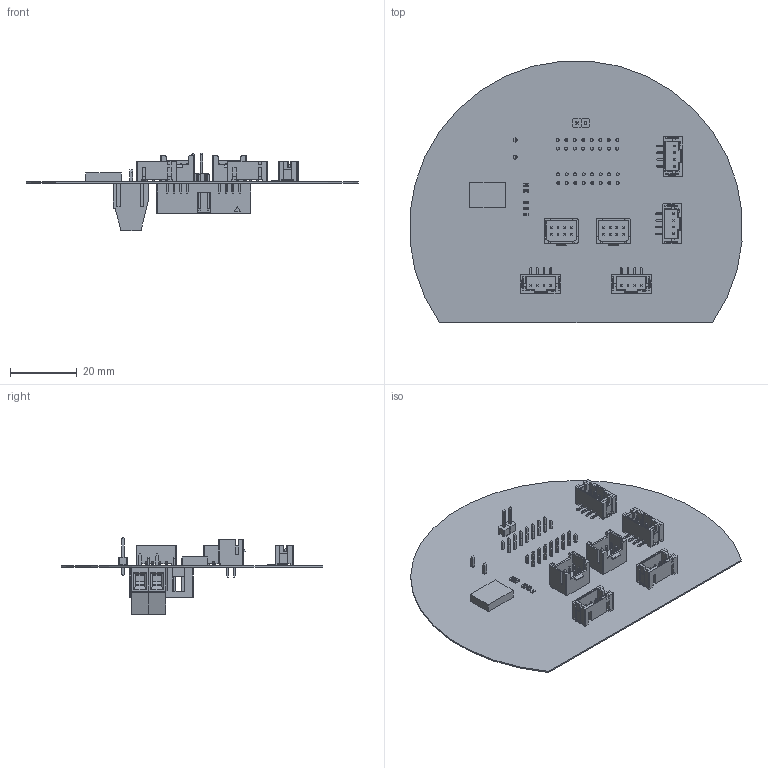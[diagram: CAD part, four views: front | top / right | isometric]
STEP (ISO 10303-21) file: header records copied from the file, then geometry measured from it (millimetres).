
FILE_DESCRIPTION(('Open CASCADE Model'),'2;1');
FILE_NAME('Open CASCADE Shape Model','2021-04-27T14:51:09',('Author'),( 'Open CASCADE'),'Open CASCADE STEP processor 6.8','Open CASCADE 6.8' ,'Unknown');
FILE_SCHEMA(('AUTOMOTIVE_DESIGN { 1 0 10303 214 1 1 1 1 }'));
Length unit declared in the file: millimetre
Products named in the file (43): PCB; Board; R1; R_0603; LOGO?; M1; 6569139968; Extruded; JP9; HDR2.54-1P; KF128-5.08; LOGO?0.75; JP8; PH2.0-LS-4P; PH2.0-LS-竘褐; LOGO?0.4; JP7; JP6; JP5; JP4; PHB2.0_2x4; PHB2.0_竘褐; LOGO?0.25; JP3; JP2; IDC2.54-16P; JP1; C4; C_0603; C3; C2; C1
Assembly tree (62 placements, depth 4):
  PCB
    Board
    R1
      R_0603
        R_0603
        LOGO?
    M1
      6569139968
        Extruded
    JP9
      HDR2.54-1P  x2
        HDR2.54-1P
        LOGO?
    JP9
      KF128-5.08  x2
        KF128-5.08
        LOGO?0.75
    JP8
      PH2.0-LS-4P
        PH2.0-LS-竘褐  x4
        LOGO?0.4
        PH2.0-LS-4P
    JP7
      PH2.0-LS-4P
        PH2.0-LS-竘褐  x4
        LOGO?0.4
        PH2.0-LS-4P
    JP6
      PH2.0-LS-4P
        PH2.0-LS-竘褐  x4
        LOGO?0.4
        PH2.0-LS-4P
    JP5
      PH2.0-LS-4P
        PH2.0-LS-竘褐  x4
        LOGO?0.4
        PH2.0-LS-4P
    JP4
      PHB2.0_2x4
        PHB2.0_竘褐  x8
        LOGO?0.25
        PHB2.0_2x4
    JP3
      PHB2.0_2x4
        PHB2.0_竘褐  x8
        LOGO?0.25
        PHB2.0_2x4
    JP2
      IDC2.54-16P
        LOGO?
        IDC2.54-16P
    JP1
      IDC2.54-16P
        LOGO?
        IDC2.54-16P
    C4
      C_0603
        LOGO?
        C_0603
    C3
Bounding box: 99.12 x 78.1 x 23.06 mm (x, y, z)
Volume: 7265.1 mm3; surface area: 22623.5 mm2
Topology: 315 solids, 315 shells, 5041 faces, 12202 edges, 7816 vertices
Faces by surface type: plane 3106, cylinder 1093, bspline 716, torus 76, sphere 32, revolution 18
Full cylindrical faces by diameter (mm): 0.8 x16, 0.9 x34, 1.2 x2
Entity records: 66483 total; most frequent: CARTESIAN_POINT 18108, ORIENTED_EDGE 8168, DIRECTION 6912, EDGE_CURVE 4084, LINE 2881, VECTOR 2881, VERTEX_POINT 2638, AXIS2_PLACEMENT_3D 2011
